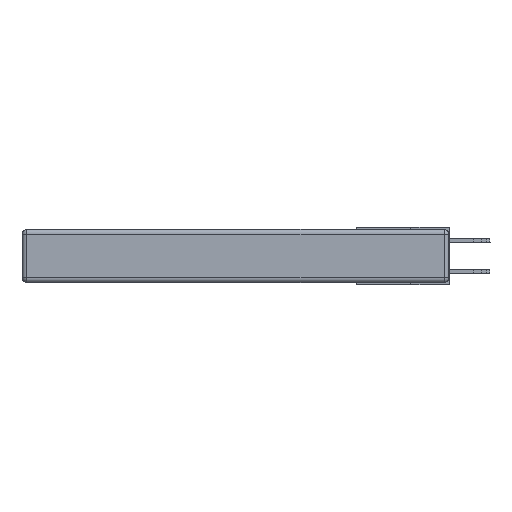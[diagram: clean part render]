
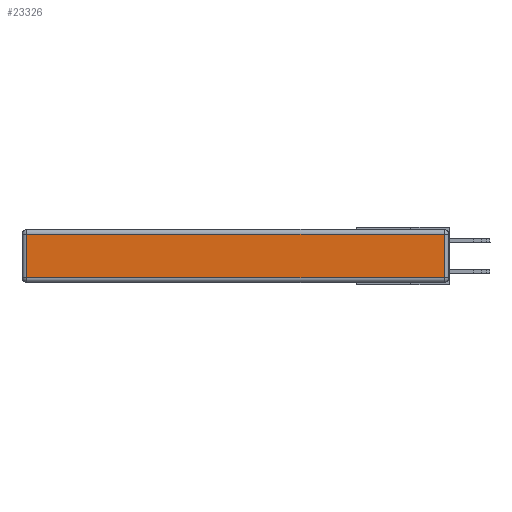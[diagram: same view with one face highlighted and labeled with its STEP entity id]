
A CAD part, left-side view. The second image highlights one B-rep face of the part: STEP entity #23326.
In plain terms, the highlighted planar face has unit normal (-1, 0, 0).
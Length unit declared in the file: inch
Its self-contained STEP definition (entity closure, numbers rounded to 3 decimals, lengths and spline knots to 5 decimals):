
#83 = CARTESIAN_POINT ( 'NONE',  ( 0., 0., -0.313 ) ) ;
#471 = ORIENTED_EDGE ( 'NONE', *, *, #16268, .T. ) ;
#754 = DIRECTION ( 'NONE',  ( 0., 0., -1. ) ) ;
#1408 = DIRECTION ( 'NONE',  ( 0., 1., 0. ) ) ;
#2408 = VERTEX_POINT ( 'NONE', #22481 ) ;
#2748 = ORIENTED_EDGE ( 'NONE', *, *, #7465, .T. ) ;
#4389 = CARTESIAN_POINT ( 'NONE',  ( 0., 0., -0.343 ) ) ;
#5009 = EDGE_CURVE ( 'NONE', #10316, #22906, #13074, .T. ) ;
#5956 = ORIENTED_EDGE ( 'NONE', *, *, #19398, .T. ) ;
#6176 = PLANE ( 'NONE',  #21775 ) ;
#7465 = EDGE_CURVE ( 'NONE', #7547, #2408, #21224, .T. ) ;
#7547 = VERTEX_POINT ( 'NONE', #8842 ) ;
#7913 = VECTOR ( 'NONE', #754, 39.37008 ) ;
#8382 = CARTESIAN_POINT ( 'NONE',  ( 0., 0.03, -0.313 ) ) ;
#8842 = CARTESIAN_POINT ( 'NONE',  ( 0., 2.72, -0.03 ) ) ;
#10108 = DIRECTION ( 'NONE',  ( 0., -1., 0. ) ) ;
#10316 = VERTEX_POINT ( 'NONE', #8382 ) ;
#11026 = CARTESIAN_POINT ( 'NONE',  ( 0., 0.03, -0.343 ) ) ;
#11221 = VECTOR ( 'NONE', #1408, 39.37008 ) ;
#11611 = CARTESIAN_POINT ( 'NONE',  ( 0., 2.75, -0.03 ) ) ;
#13074 = LINE ( 'NONE', #11026, #19108 ) ;
#15058 = LINE ( 'NONE', #11611, #11221 ) ;
#15852 = LINE ( 'NONE', #83, #21863 ) ;
#16167 = EDGE_LOOP ( 'NONE', ( #5956, #23061, #471, #2748 ) ) ;
#16268 = EDGE_CURVE ( 'NONE', #22906, #7547, #15058, .T. ) ;
#18391 = DIRECTION ( 'NONE',  ( -1., 0., 0. ) ) ;
#19108 = VECTOR ( 'NONE', #19190, 39.37008 ) ;
#19190 = DIRECTION ( 'NONE',  ( 0., 0., 1. ) ) ;
#19398 = EDGE_CURVE ( 'NONE', #2408, #10316, #15852, .T. ) ;
#20267 = FACE_OUTER_BOUND ( 'NONE', #16167, .T. ) ;
#21224 = LINE ( 'NONE', #22905, #7913 ) ;
#21775 = AXIS2_PLACEMENT_3D ( 'NONE', #4389, #18391, #24395 ) ;
#21863 = VECTOR ( 'NONE', #10108, 39.37008 ) ;
#22481 = CARTESIAN_POINT ( 'NONE',  ( 0., 2.72, -0.313 ) ) ;
#22905 = CARTESIAN_POINT ( 'NONE',  ( 0., 2.72, -0.343 ) ) ;
#22906 = VERTEX_POINT ( 'NONE', #25049 ) ;
#23061 = ORIENTED_EDGE ( 'NONE', *, *, #5009, .T. ) ;
#23326 = ADVANCED_FACE ( 'NONE', ( #20267 ), #6176, .T. ) ;
#24395 = DIRECTION ( 'NONE',  ( 0., 0., 1. ) ) ;
#25049 = CARTESIAN_POINT ( 'NONE',  ( 0., 0.03, -0.03 ) ) ;
